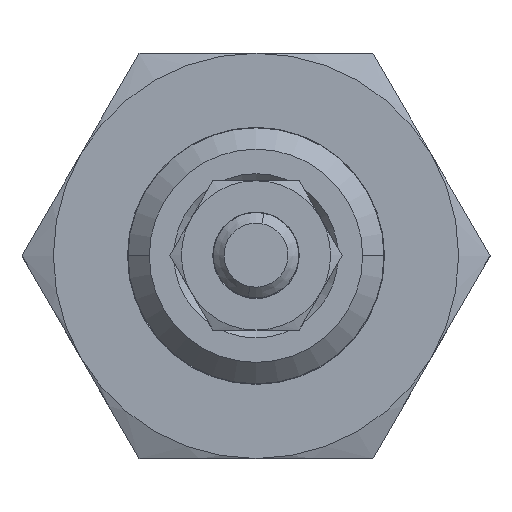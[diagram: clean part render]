
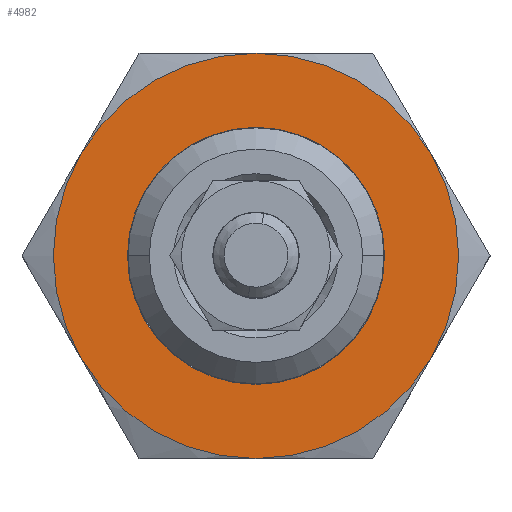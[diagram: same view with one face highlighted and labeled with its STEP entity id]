
A CAD part, top view. The second image highlights one B-rep face of the part: STEP entity #4982.
In plain terms, the highlighted planar face has unit normal (0, 0, 1).
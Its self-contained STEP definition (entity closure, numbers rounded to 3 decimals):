
#51 = EDGE_CURVE ( 'NONE', #2539, #1762, #8482, .T. ) ;
#76 = CARTESIAN_POINT ( 'NONE',  ( 0., 0., 105. ) ) ;
#441 = AXIS2_PLACEMENT_3D ( 'NONE', #76, #3586, #6456 ) ;
#963 = EDGE_CURVE ( 'NONE', #4325, #8916, #9023, .T. ) ;
#1388 = FACE_OUTER_BOUND ( 'NONE', #2037, .T. ) ;
#1389 = AXIS2_PLACEMENT_3D ( 'NONE', #3111, #3228, #10909 ) ;
#1471 = DIRECTION ( 'NONE',  ( 0., 0., -1. ) ) ;
#1479 = VERTEX_POINT ( 'NONE', #8037 ) ;
#1631 = CIRCLE ( 'NONE', #11346, 9.5 ) ;
#1762 = VERTEX_POINT ( 'NONE', #9050 ) ;
#1814 = AXIS2_PLACEMENT_3D ( 'NONE', #7547, #4905, #11105 ) ;
#1828 = DIRECTION ( 'NONE',  ( 0.866, -0.5, 0. ) ) ;
#2037 = EDGE_LOOP ( 'NONE', ( #4496, #6278, #7534, #6417, #4210, #10900 ) ) ;
#2470 = CARTESIAN_POINT ( 'NONE',  ( -8.227, -4.75, 105. ) ) ;
#2539 = VERTEX_POINT ( 'NONE', #3064 ) ;
#2827 = EDGE_CURVE ( 'NONE', #6805, #3819, #7797, .T. ) ;
#2962 = DIRECTION ( 'NONE',  ( 0., 0., -1. ) ) ;
#3064 = CARTESIAN_POINT ( 'NONE',  ( -5.218, 3.013, 105. ) ) ;
#3111 = CARTESIAN_POINT ( 'NONE',  ( 0., 0., 105. ) ) ;
#3228 = DIRECTION ( 'NONE',  ( 0., 0., -1. ) ) ;
#3537 = AXIS2_PLACEMENT_3D ( 'NONE', #10021, #1471, #4974 ) ;
#3586 = DIRECTION ( 'NONE',  ( 0., 0., -1. ) ) ;
#3819 = VERTEX_POINT ( 'NONE', #11045 ) ;
#3833 = CIRCLE ( 'NONE', #10980, 9.5 ) ;
#4094 = ORIENTED_EDGE ( 'NONE', *, *, #5554, .T. ) ;
#4210 = ORIENTED_EDGE ( 'NONE', *, *, #963, .F. ) ;
#4311 = CARTESIAN_POINT ( 'NONE',  ( 0., 0., 105. ) ) ;
#4325 = VERTEX_POINT ( 'NONE', #2470 ) ;
#4352 = ORIENTED_EDGE ( 'NONE', *, *, #51, .T. ) ;
#4496 = ORIENTED_EDGE ( 'NONE', *, *, #2827, .F. ) ;
#4707 = CIRCLE ( 'NONE', #10933, 6.025 ) ;
#4905 = DIRECTION ( 'NONE',  ( 0., 0., -1. ) ) ;
#4946 = CARTESIAN_POINT ( 'NONE',  ( 0., 0., 105. ) ) ;
#4974 = DIRECTION ( 'NONE',  ( 0.866, -0.5, 0. ) ) ;
#4982 = ADVANCED_FACE ( 'NONE', ( #9254, #1388 ), #5706, .F. ) ;
#5169 = CARTESIAN_POINT ( 'NONE',  ( 8.227, -4.75, 105. ) ) ;
#5272 = DIRECTION ( 'NONE',  ( 0., 0., -1. ) ) ;
#5554 = EDGE_CURVE ( 'NONE', #1762, #2539, #4707, .T. ) ;
#5706 = PLANE ( 'NONE',  #1389 ) ;
#5843 = DIRECTION ( 'NONE',  ( 0.866, -0.5, 0. ) ) ;
#6142 = CARTESIAN_POINT ( 'NONE',  ( 0., 0., 105. ) ) ;
#6245 = EDGE_CURVE ( 'NONE', #7501, #1479, #1631, .T. ) ;
#6278 = ORIENTED_EDGE ( 'NONE', *, *, #8651, .F. ) ;
#6385 = EDGE_CURVE ( 'NONE', #3819, #4325, #7490, .T. ) ;
#6417 = ORIENTED_EDGE ( 'NONE', *, *, #10397, .F. ) ;
#6456 = DIRECTION ( 'NONE',  ( 0.866, -0.5, 0. ) ) ;
#6521 = CARTESIAN_POINT ( 'NONE',  ( 0., 0., 105. ) ) ;
#6805 = VERTEX_POINT ( 'NONE', #5169 ) ;
#7213 = DIRECTION ( 'NONE',  ( 0.866, -0.5, 0. ) ) ;
#7490 = CIRCLE ( 'NONE', #1814, 9.5 ) ;
#7501 = VERTEX_POINT ( 'NONE', #10767 ) ;
#7534 = ORIENTED_EDGE ( 'NONE', *, *, #6245, .F. ) ;
#7547 = CARTESIAN_POINT ( 'NONE',  ( 0., 0., 105. ) ) ;
#7697 = DIRECTION ( 'NONE',  ( 0.866, -0.5, 0. ) ) ;
#7797 = CIRCLE ( 'NONE', #441, 9.5 ) ;
#8037 = CARTESIAN_POINT ( 'NONE',  ( 8.227, 4.75, 105. ) ) ;
#8096 = CARTESIAN_POINT ( 'NONE',  ( -8.227, 4.75, 105. ) ) ;
#8108 = AXIS2_PLACEMENT_3D ( 'NONE', #11111, #10197, #5843 ) ;
#8482 = CIRCLE ( 'NONE', #3537, 6.025 ) ;
#8651 = EDGE_CURVE ( 'NONE', #1479, #6805, #10608, .T. ) ;
#8916 = VERTEX_POINT ( 'NONE', #8096 ) ;
#9023 = CIRCLE ( 'NONE', #8108, 9.5 ) ;
#9050 = CARTESIAN_POINT ( 'NONE',  ( 5.218, -3.012, 105. ) ) ;
#9254 = FACE_BOUND ( 'NONE', #10008, .T. ) ;
#9367 = DIRECTION ( 'NONE',  ( 0.866, -0.5, 0. ) ) ;
#9527 = DIRECTION ( 'NONE',  ( 0., 0., -1. ) ) ;
#10008 = EDGE_LOOP ( 'NONE', ( #4352, #4094 ) ) ;
#10021 = CARTESIAN_POINT ( 'NONE',  ( 0., 0., 105. ) ) ;
#10056 = AXIS2_PLACEMENT_3D ( 'NONE', #4946, #10291, #9367 ) ;
#10197 = DIRECTION ( 'NONE',  ( 0., 0., -1. ) ) ;
#10291 = DIRECTION ( 'NONE',  ( 0., 0., -1. ) ) ;
#10397 = EDGE_CURVE ( 'NONE', #8916, #7501, #3833, .T. ) ;
#10608 = CIRCLE ( 'NONE', #10056, 9.5 ) ;
#10767 = CARTESIAN_POINT ( 'NONE',  ( 0., 9.5, 105. ) ) ;
#10900 = ORIENTED_EDGE ( 'NONE', *, *, #6385, .F. ) ;
#10909 = DIRECTION ( 'NONE',  ( 0.866, -0.5, 0. ) ) ;
#10933 = AXIS2_PLACEMENT_3D ( 'NONE', #4311, #9527, #7697 ) ;
#10980 = AXIS2_PLACEMENT_3D ( 'NONE', #6142, #5272, #1828 ) ;
#11045 = CARTESIAN_POINT ( 'NONE',  ( 0., -9.5, 105. ) ) ;
#11105 = DIRECTION ( 'NONE',  ( 0.866, -0.5, 0. ) ) ;
#11111 = CARTESIAN_POINT ( 'NONE',  ( 0., 0., 105. ) ) ;
#11346 = AXIS2_PLACEMENT_3D ( 'NONE', #6521, #2962, #7213 ) ;
